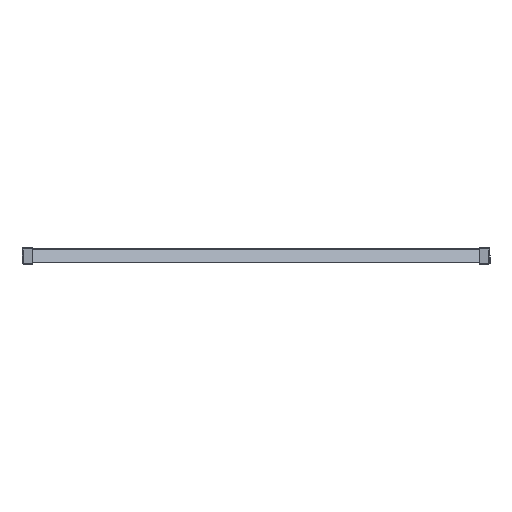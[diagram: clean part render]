
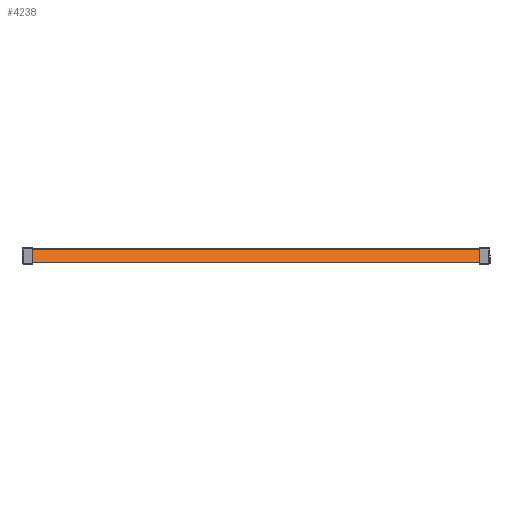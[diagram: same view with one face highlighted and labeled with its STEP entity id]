
A CAD part, front view. The second image highlights one B-rep face of the part: STEP entity #4238.
In plain terms, the highlighted planar face has unit normal (0, -0.707, 0.707).
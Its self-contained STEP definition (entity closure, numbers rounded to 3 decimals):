
#339 = DIRECTION ( 'NONE',  ( 0., 0.707, 0.707 ) ) ;
#387 = FACE_OUTER_BOUND ( 'NONE', #518, .T. ) ;
#518 = EDGE_LOOP ( 'NONE', ( #1320, #2303, #5679, #2551 ) ) ;
#1062 = DIRECTION ( 'NONE',  ( 0., -0.707, -0.707 ) ) ;
#1111 = LINE ( 'NONE', #7554, #2200 ) ;
#1320 = ORIENTED_EDGE ( 'NONE', *, *, #4251, .T. ) ;
#1507 = VERTEX_POINT ( 'NONE', #7935 ) ;
#1594 = AXIS2_PLACEMENT_3D ( 'NONE', #6229, #6271, #339 ) ;
#1872 = CARTESIAN_POINT ( 'NONE',  ( 0., -37.017, -20.886 ) ) ;
#2200 = VECTOR ( 'NONE', #1062, 1000. ) ;
#2303 = ORIENTED_EDGE ( 'NONE', *, *, #6516, .F. ) ;
#2355 = VECTOR ( 'NONE', #3258, 1000. ) ;
#2551 = ORIENTED_EDGE ( 'NONE', *, *, #7862, .T. ) ;
#2745 = VERTEX_POINT ( 'NONE', #2884 ) ;
#2884 = CARTESIAN_POINT ( 'NONE',  ( 0., -15.8, 0.331 ) ) ;
#3000 = VECTOR ( 'NONE', #8856, 1000. ) ;
#3258 = DIRECTION ( 'NONE',  ( 0., -0.707, -0.707 ) ) ;
#4173 = EDGE_CURVE ( 'Kenar12', #1507, #6237, #1111, .T. ) ;
#4185 = CARTESIAN_POINT ( 'NONE',  ( 728., -37.017, -20.886 ) ) ;
#4238 = ADVANCED_FACE ( 'NONE', ( #387 ), #5552, .F. ) ;
#4251 = EDGE_CURVE ( 'Kenar14', #2745, #4705, #5505, .T. ) ;
#4473 = CARTESIAN_POINT ( 'NONE',  ( 728., -37.017, -20.886 ) ) ;
#4627 = DIRECTION ( 'NONE',  ( -1., 0., 0. ) ) ;
#4696 = CARTESIAN_POINT ( 'NONE',  ( 0., -15.566, 0.566 ) ) ;
#4705 = VERTEX_POINT ( 'NONE', #1872 ) ;
#5505 = LINE ( 'NONE', #4696, #2355 ) ;
#5540 = LINE ( 'NONE', #6257, #8493 ) ;
#5552 = PLANE ( 'NONE',  #1594 ) ;
#5679 = ORIENTED_EDGE ( 'NONE', *, *, #4173, .F. ) ;
#6229 = CARTESIAN_POINT ( 'NONE',  ( 728., -15.566, 0.566 ) ) ;
#6237 = VERTEX_POINT ( 'NONE', #4185 ) ;
#6257 = CARTESIAN_POINT ( 'NONE',  ( 728., -15.8, 0.331 ) ) ;
#6271 = DIRECTION ( 'NONE',  ( 0., 0.707, -0.707 ) ) ;
#6516 = EDGE_CURVE ( 'Kenar16', #6237, #4705, #8101, .T. ) ;
#7554 = CARTESIAN_POINT ( 'NONE',  ( 728., -15.566, 0.566 ) ) ;
#7862 = EDGE_CURVE ( 'Kenar4', #1507, #2745, #5540, .T. ) ;
#7935 = CARTESIAN_POINT ( 'NONE',  ( 728., -15.8, 0.331 ) ) ;
#8101 = LINE ( 'NONE', #4473, #3000 ) ;
#8493 = VECTOR ( 'NONE', #4627, 1000. ) ;
#8856 = DIRECTION ( 'NONE',  ( -1., 0., 0. ) ) ;
